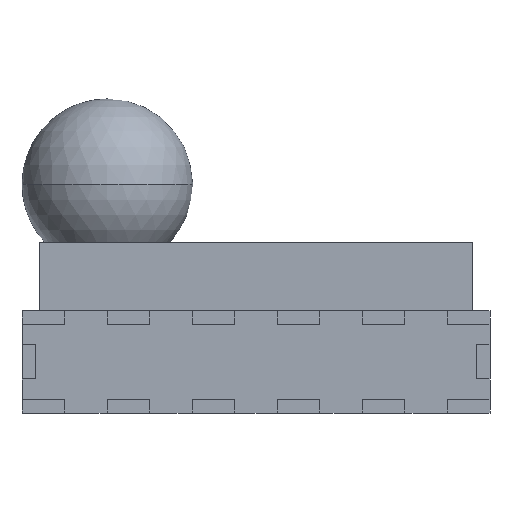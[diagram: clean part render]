
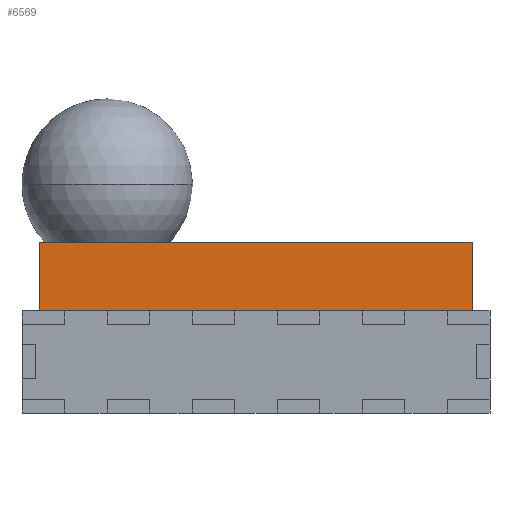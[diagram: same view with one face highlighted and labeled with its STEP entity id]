
A CAD part, front view. The second image highlights one B-rep face of the part: STEP entity #6569.
In plain terms, the highlighted planar face has unit normal (0, -1, 0).
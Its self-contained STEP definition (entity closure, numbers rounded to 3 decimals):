
#393=FACE_OUTER_BOUND('',#746,.T.);
#746=EDGE_LOOP('',(#5791,#5792,#5793,#5794));
#1600=LINE('',#10281,#2496);
#1608=LINE('',#10297,#2504);
#1610=LINE('',#10300,#2506);
#1611=LINE('',#10301,#2507);
#2496=VECTOR('',#8425,10.);
#2504=VECTOR('',#8439,10.);
#2506=VECTOR('',#8443,10.);
#2507=VECTOR('',#8444,10.);
#3135=VERTEX_POINT('',#10278);
#3136=VERTEX_POINT('',#10280);
#3140=VERTEX_POINT('',#10294);
#3141=VERTEX_POINT('',#10296);
#4026=EDGE_CURVE('',#3135,#3136,#1600,.T.);
#4034=EDGE_CURVE('',#3141,#3140,#1608,.T.);
#4036=EDGE_CURVE('',#3141,#3135,#1610,.T.);
#4037=EDGE_CURVE('',#3136,#3140,#1611,.T.);
#5791=ORIENTED_EDGE('',*,*,#4036,.F.);
#5792=ORIENTED_EDGE('',*,*,#4034,.T.);
#5793=ORIENTED_EDGE('',*,*,#4037,.F.);
#5794=ORIENTED_EDGE('',*,*,#4026,.F.);
#6240=PLANE('',#6944);
#6569=ADVANCED_FACE('',(#393),#6240,.T.);
#6944=AXIS2_PLACEMENT_3D('',#10299,#8441,#8442);
#8425=DIRECTION('',(0.,0.,1.));
#8439=DIRECTION('',(0.,0.,1.));
#8441=DIRECTION('center_axis',(0.,-1.,0.));
#8442=DIRECTION('ref_axis',(1.,0.,0.));
#8443=DIRECTION('',(-1.,0.,0.));
#8444=DIRECTION('',(1.,0.,0.));
#10278=CARTESIAN_POINT('',(5.,4.,30.));
#10280=CARTESIAN_POINT('',(5.,4.,50.));
#10281=CARTESIAN_POINT('',(5.,4.,30.));
#10294=CARTESIAN_POINT('',(132.,4.,50.));
#10296=CARTESIAN_POINT('',(132.,4.,30.));
#10297=CARTESIAN_POINT('',(132.,4.,30.));
#10299=CARTESIAN_POINT('Origin',(5.,4.,30.));
#10300=CARTESIAN_POINT('',(132.,4.,30.));
#10301=CARTESIAN_POINT('',(132.,4.,50.));
